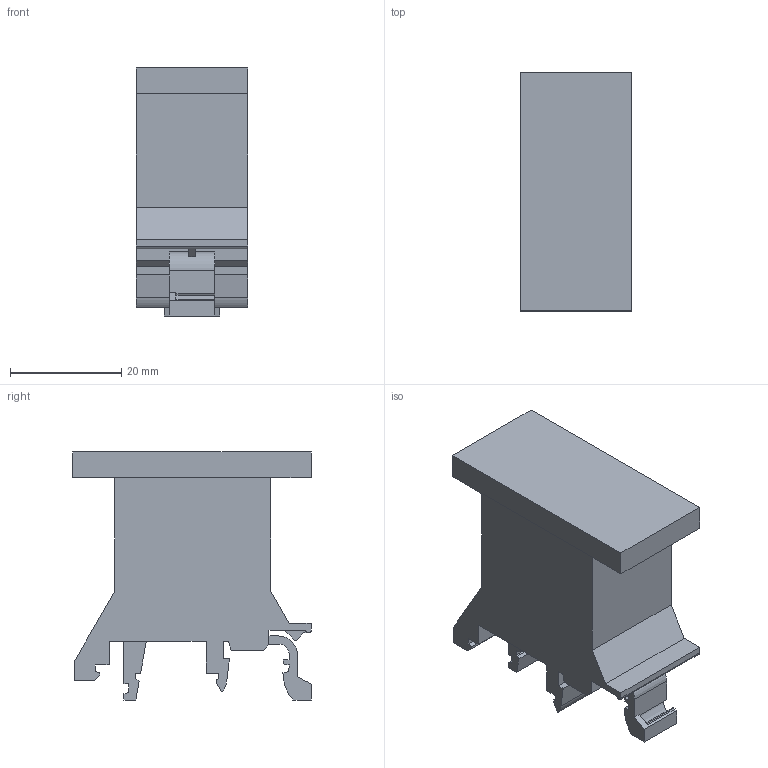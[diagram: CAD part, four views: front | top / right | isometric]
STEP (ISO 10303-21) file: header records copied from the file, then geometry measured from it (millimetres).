
FILE_DESCRIPTION(('Creo Elements/Direct Modeling STEP Export'),'2;1');
FILE_NAME('model.stp','2020-11-10T 0:12:43',(''),(''),'Creo Elements/Direct Modeling STEP processor for AP214 (Solid Model)','Creo Elements/Direct Modeling 20.1A 29-Sep-2018 (C) Parametric Technology GmbH','');
FILE_SCHEMA(('AUTOMOTIVE_DESIGN { 1 0 10303 214 1 1 1 1 }'));
Length unit declared in the file: millimetre
Products named in the file (2): UBE_D-select
Assembly tree (1 placements, depth 2):
  UBE_D-select
    UBE_D-select
Bounding box: 20 x 42.83 x 44.5 mm (x, y, z)
Volume: 22622.5 mm3; surface area: 7388.8 mm2
Topology: 1 solids, 1 shells, 97 faces, 278 edges, 184 vertices
Faces by surface type: plane 86, cylinder 11
Entity records: 3916 total; most frequent: CARTESIAN_POINT 556, ORIENTED_EDGE 556, DIRECTION 494, EDGE_CURVE 278, VECTOR 250, LINE 250, VERTEX_POINT 184, AXIS2_PLACEMENT_3D 122
